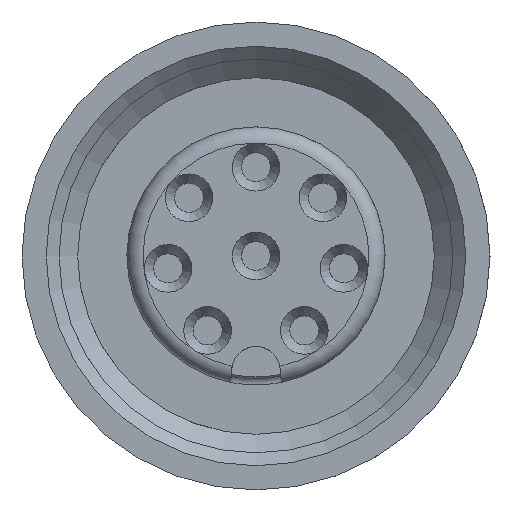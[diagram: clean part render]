
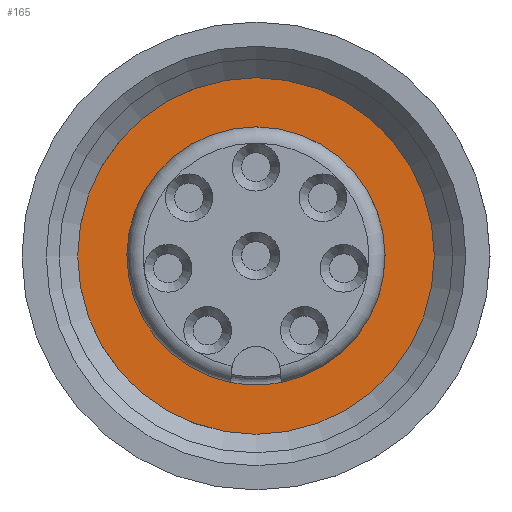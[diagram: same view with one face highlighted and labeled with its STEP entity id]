
A CAD part, front view. The second image highlights one B-rep face of the part: STEP entity #165.
In plain terms, the highlighted planar face has unit normal (0, -1, 0).
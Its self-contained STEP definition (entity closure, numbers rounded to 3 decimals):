
#165 = ADVANCED_FACE( '', ( #409, #410 ), #411, .F. );
#409 = FACE_OUTER_BOUND( '', #761, .T. );
#410 = FACE_BOUND( '', #762, .T. );
#411 = PLANE( '', #763 );
#761 = EDGE_LOOP( '', ( #1198 ) );
#762 = EDGE_LOOP( '', ( #1199, #1200 ) );
#763 = AXIS2_PLACEMENT_3D( '', #1201, #1202, #1203 );
#1198 = ORIENTED_EDGE( '', *, *, #1927, .T. );
#1199 = ORIENTED_EDGE( '', *, *, #1928, .F. );
#1200 = ORIENTED_EDGE( '', *, *, #1929, .F. );
#1201 = CARTESIAN_POINT( '', ( 0., 9.304, -4.698 ) );
#1202 = DIRECTION( '', ( 0., 1., 0. ) );
#1203 = DIRECTION( '', ( 0., 0., -1. ) );
#1927 = EDGE_CURVE( '', #2258, #2258, #2259, .T. );
#1928 = EDGE_CURVE( '', #2260, #2261, #2262, .T. );
#1929 = EDGE_CURVE( '', #2261, #2260, #2263, .T. );
#2258 = VERTEX_POINT( '', #2772 );
#2259 = CIRCLE( '', #2773, 5.525 );
#2260 = VERTEX_POINT( '', #2774 );
#2261 = VERTEX_POINT( '', #2775 );
#2262 = CIRCLE( '', #2776, 4. );
#2263 = CIRCLE( '', #2777, 4. );
#2772 = CARTESIAN_POINT( '', ( -5.524, 9.305, 0.002 ) );
#2773 = AXIS2_PLACEMENT_3D( '', #3698, #3699, #3700 );
#2774 = CARTESIAN_POINT( '', ( 0.786, 9.304, -3.92 ) );
#2775 = CARTESIAN_POINT( '', ( -0.785, 9.304, -3.92 ) );
#2776 = AXIS2_PLACEMENT_3D( '', #3701, #3702, #3703 );
#2777 = AXIS2_PLACEMENT_3D( '', #3704, #3705, #3706 );
#3698 = CARTESIAN_POINT( '', ( 0.001, 9.304, 0.002 ) );
#3699 = DIRECTION( '', ( 0., -1., 0. ) );
#3700 = DIRECTION( '', ( -1., 0., 0. ) );
#3701 = CARTESIAN_POINT( '', ( 0.001, 9.304, 0.002 ) );
#3702 = DIRECTION( '', ( 0., -1., 0. ) );
#3703 = DIRECTION( '', ( 0., 0., -1. ) );
#3704 = CARTESIAN_POINT( '', ( 0.001, 9.304, 0.002 ) );
#3705 = DIRECTION( '', ( 0., -1., 0. ) );
#3706 = DIRECTION( '', ( 0., 0., -1. ) );
